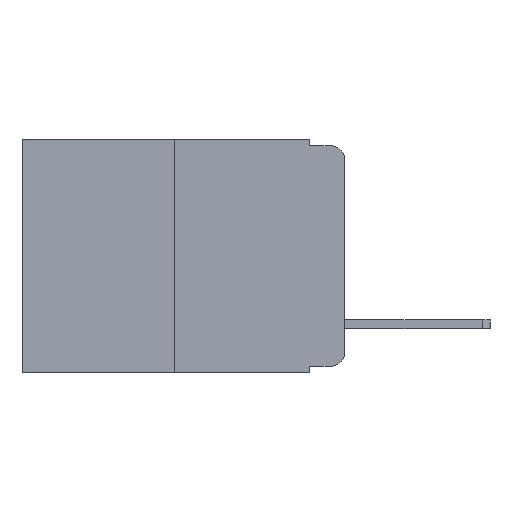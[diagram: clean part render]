
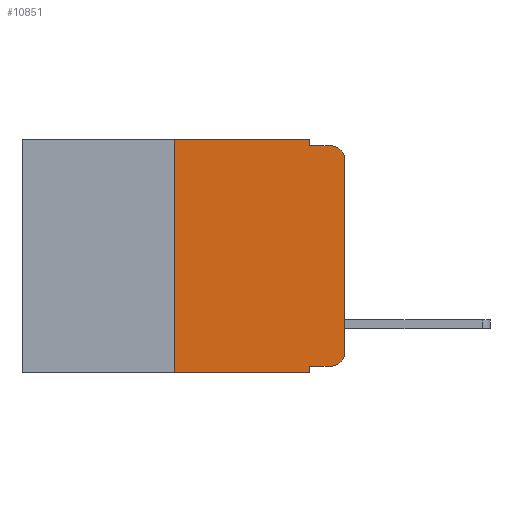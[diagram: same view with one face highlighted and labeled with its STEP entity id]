
A CAD part, left-side view. The second image highlights one B-rep face of the part: STEP entity #10851.
In plain terms, the highlighted planar face has unit normal (-1, 0, 0).
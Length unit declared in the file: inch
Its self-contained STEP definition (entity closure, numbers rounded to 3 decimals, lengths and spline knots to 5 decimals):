
#55 = VERTEX_POINT ( 'NONE', #21476 ) ;
#221 = CARTESIAN_POINT ( 'NONE',  ( 0., 0., -0.313 ) ) ;
#409 = EDGE_CURVE ( 'NONE', #758, #55, #7938, .T. ) ;
#663 = CARTESIAN_POINT ( 'NONE',  ( 0., 0.02, -0.03 ) ) ;
#758 = VERTEX_POINT ( 'NONE', #20318 ) ;
#1257 = LINE ( 'NONE', #4944, #18149 ) ;
#1903 = ORIENTED_EDGE ( 'NONE', *, *, #9425, .F. ) ;
#1984 = CARTESIAN_POINT ( 'NONE',  ( 0., 0.051, -0.333 ) ) ;
#2016 = CARTESIAN_POINT ( 'NONE',  ( 0., 0.473, 0. ) ) ;
#2075 = AXIS2_PLACEMENT_3D ( 'NONE', #16098, #6137, #17735 ) ;
#2339 = CARTESIAN_POINT ( 'NONE',  ( 0., 0.051, 0. ) ) ;
#2541 = DIRECTION ( 'NONE',  ( 0., 0., -1. ) ) ;
#3199 = LINE ( 'NONE', #1984, #20386 ) ;
#3279 = DIRECTION ( 'NONE',  ( 0., -1., 0. ) ) ;
#3864 = ORIENTED_EDGE ( 'NONE', *, *, #11689, .F. ) ;
#4164 = DIRECTION ( 'NONE',  ( 0., 0., 1. ) ) ;
#4389 = CARTESIAN_POINT ( 'NONE',  ( 0., 0., 0. ) ) ;
#4435 = DIRECTION ( 'NONE',  ( 0., 0., -1. ) ) ;
#4944 = CARTESIAN_POINT ( 'NONE',  ( 0., 0.051, -0.01 ) ) ;
#5208 = VERTEX_POINT ( 'NONE', #14244 ) ;
#6137 = DIRECTION ( 'NONE',  ( -1., 0., 0. ) ) ;
#6558 = LINE ( 'NONE', #12591, #19285 ) ;
#6666 = PLANE ( 'NONE',  #17304 ) ;
#6674 = CARTESIAN_POINT ( 'NONE',  ( 0., 0.051, -0.333 ) ) ;
#6867 = VECTOR ( 'NONE', #4435, 39.37008 ) ;
#7163 = EDGE_CURVE ( 'NONE', #12702, #14756, #12535, .T. ) ;
#7328 = VECTOR ( 'NONE', #19039, 39.37008 ) ;
#7391 = VECTOR ( 'NONE', #10766, 39.37008 ) ;
#7814 = DIRECTION ( 'NONE',  ( 0., 0., 1. ) ) ;
#7938 = LINE ( 'NONE', #18699, #7391 ) ;
#8313 = EDGE_CURVE ( 'NONE', #17020, #12702, #3199, .T. ) ;
#8383 = DIRECTION ( 'NONE',  ( 1., 0., 0. ) ) ;
#8483 = EDGE_LOOP ( 'NONE', ( #12368, #16662, #13891, #3864, #9431, #14387, #18718, #1903, #11016, #19743 ) ) ;
#9151 = VERTEX_POINT ( 'NONE', #11988 ) ;
#9425 = EDGE_CURVE ( 'NONE', #17020, #55, #11372, .T. ) ;
#9431 = ORIENTED_EDGE ( 'NONE', *, *, #11571, .F. ) ;
#9854 = CARTESIAN_POINT ( 'NONE',  ( 0., 0.051, -0.01 ) ) ;
#9903 = AXIS2_PLACEMENT_3D ( 'NONE', #663, #12725, #2541 ) ;
#10546 = EDGE_CURVE ( 'NONE', #758, #12787, #6558, .T. ) ;
#10766 = DIRECTION ( 'NONE',  ( 0., -1., 0. ) ) ;
#10851 = ADVANCED_FACE ( 'NONE', ( #13626 ), #6666, .F. ) ;
#11016 = ORIENTED_EDGE ( 'NONE', *, *, #8313, .T. ) ;
#11372 = LINE ( 'NONE', #19350, #6867 ) ;
#11571 = EDGE_CURVE ( 'NONE', #12787, #9151, #14399, .T. ) ;
#11689 = EDGE_CURVE ( 'NONE', #9151, #17780, #19999, .T. ) ;
#11988 = CARTESIAN_POINT ( 'NONE',  ( 0., 0.051, 0. ) ) ;
#12368 = ORIENTED_EDGE ( 'NONE', *, *, #14975, .T. ) ;
#12535 = CIRCLE ( 'NONE', #2075, 0.02 ) ;
#12591 = CARTESIAN_POINT ( 'NONE',  ( 0., 0.25, 0. ) ) ;
#12702 = VERTEX_POINT ( 'NONE', #19614 ) ;
#12725 = DIRECTION ( 'NONE',  ( -1., 0., 0. ) ) ;
#12787 = VERTEX_POINT ( 'NONE', #13242 ) ;
#12816 = EDGE_CURVE ( 'NONE', #17780, #17160, #1257, .T. ) ;
#13242 = CARTESIAN_POINT ( 'NONE',  ( 0., 0.25, 0. ) ) ;
#13626 = FACE_OUTER_BOUND ( 'NONE', #8483, .T. ) ;
#13846 = CIRCLE ( 'NONE', #9903, 0.02 ) ;
#13891 = ORIENTED_EDGE ( 'NONE', *, *, #12816, .F. ) ;
#13900 = EDGE_CURVE ( 'NONE', #5208, #17160, #13846, .T. ) ;
#14062 = VECTOR ( 'NONE', #7814, 39.37008 ) ;
#14244 = CARTESIAN_POINT ( 'NONE',  ( 0., 0., -0.03 ) ) ;
#14387 = ORIENTED_EDGE ( 'NONE', *, *, #10546, .F. ) ;
#14399 = LINE ( 'NONE', #2016, #18210 ) ;
#14756 = VERTEX_POINT ( 'NONE', #221 ) ;
#14975 = EDGE_CURVE ( 'NONE', #14756, #5208, #18383, .T. ) ;
#15323 = CARTESIAN_POINT ( 'NONE',  ( 0., 0.02, -0.01 ) ) ;
#15476 = DIRECTION ( 'NONE',  ( 0., -1., 0. ) ) ;
#15497 = DIRECTION ( 'NONE',  ( 0., -1., 0. ) ) ;
#16098 = CARTESIAN_POINT ( 'NONE',  ( 0., 0.02, -0.313 ) ) ;
#16662 = ORIENTED_EDGE ( 'NONE', *, *, #13900, .T. ) ;
#17020 = VERTEX_POINT ( 'NONE', #6674 ) ;
#17160 = VERTEX_POINT ( 'NONE', #15323 ) ;
#17304 = AXIS2_PLACEMENT_3D ( 'NONE', #18264, #8383, #19913 ) ;
#17735 = DIRECTION ( 'NONE',  ( 0., 0., -1. ) ) ;
#17780 = VERTEX_POINT ( 'NONE', #9854 ) ;
#18149 = VECTOR ( 'NONE', #3279, 39.37008 ) ;
#18210 = VECTOR ( 'NONE', #15497, 39.37008 ) ;
#18264 = CARTESIAN_POINT ( 'NONE',  ( 0., 0.473, 0. ) ) ;
#18383 = LINE ( 'NONE', #4389, #14062 ) ;
#18699 = CARTESIAN_POINT ( 'NONE',  ( 0., 0.473, -0.343 ) ) ;
#18718 = ORIENTED_EDGE ( 'NONE', *, *, #409, .T. ) ;
#19039 = DIRECTION ( 'NONE',  ( 0., 0., -1. ) ) ;
#19285 = VECTOR ( 'NONE', #4164, 39.37008 ) ;
#19350 = CARTESIAN_POINT ( 'NONE',  ( 0., 0.051, 0. ) ) ;
#19614 = CARTESIAN_POINT ( 'NONE',  ( 0., 0.02, -0.333 ) ) ;
#19743 = ORIENTED_EDGE ( 'NONE', *, *, #7163, .T. ) ;
#19913 = DIRECTION ( 'NONE',  ( 0., 0., -1. ) ) ;
#19999 = LINE ( 'NONE', #2339, #7328 ) ;
#20318 = CARTESIAN_POINT ( 'NONE',  ( 0., 0.25, -0.343 ) ) ;
#20386 = VECTOR ( 'NONE', #15476, 39.37008 ) ;
#21476 = CARTESIAN_POINT ( 'NONE',  ( 0., 0.051, -0.343 ) ) ;
